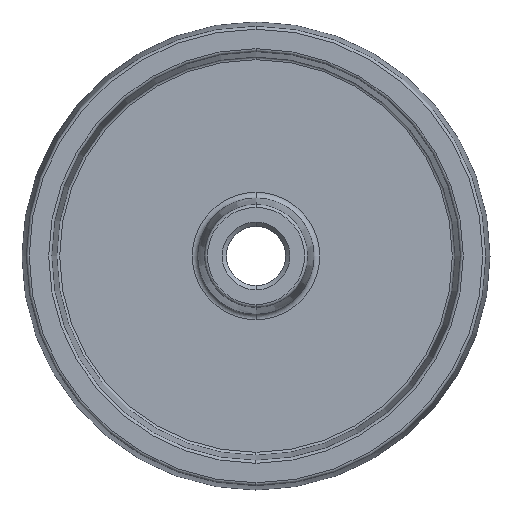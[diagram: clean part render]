
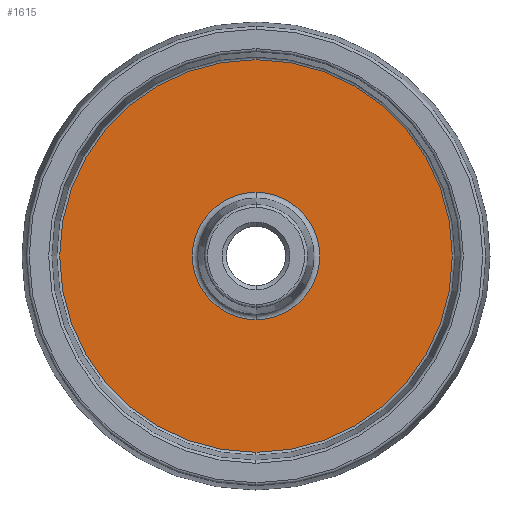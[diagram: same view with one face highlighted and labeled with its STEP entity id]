
A CAD part, left-side view. The second image highlights one B-rep face of the part: STEP entity #1615.
In plain terms, the highlighted planar face has unit normal (-1, 0, 0).
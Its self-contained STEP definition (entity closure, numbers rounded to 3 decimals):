
#22 = DIRECTION ( 'NONE',  ( 0., 0., 1. ) ) ;
#88 = CARTESIAN_POINT ( 'NONE',  ( -5.5, 0., 67.128 ) ) ;
#121 = EDGE_CURVE ( 'NONE', #461, #1482, #1023, .T. ) ;
#122 = ORIENTED_EDGE ( 'NONE', *, *, #1392, .T. ) ;
#128 = CARTESIAN_POINT ( 'NONE',  ( -5.5, 0., 0. ) ) ;
#247 = CIRCLE ( 'NONE', #802, 67.128 ) ;
#251 = CARTESIAN_POINT ( 'NONE',  ( -5.5, 0., -21.799 ) ) ;
#298 = EDGE_CURVE ( 'NONE', #1197, #504, #247, .T. ) ;
#303 = CARTESIAN_POINT ( 'NONE',  ( -5.5, 0., -67.128 ) ) ;
#461 = VERTEX_POINT ( 'NONE', #251 ) ;
#504 = VERTEX_POINT ( 'NONE', #88 ) ;
#524 = DIRECTION ( 'NONE',  ( -1., 0., 0. ) ) ;
#548 = CIRCLE ( 'NONE', #1026, 21.799 ) ;
#603 = DIRECTION ( 'NONE',  ( 1., 0., 0. ) ) ;
#657 = DIRECTION ( 'NONE',  ( 1., 0., 0. ) ) ;
#692 = DIRECTION ( 'NONE',  ( -1., 0., 0. ) ) ;
#743 = CARTESIAN_POINT ( 'NONE',  ( -5.5, 0., 0. ) ) ;
#802 = AXIS2_PLACEMENT_3D ( 'NONE', #743, #692, #1763 ) ;
#918 = PLANE ( 'NONE',  #1055 ) ;
#925 = ORIENTED_EDGE ( 'NONE', *, *, #121, .T. ) ;
#927 = DIRECTION ( 'NONE',  ( 0., 0., 1. ) ) ;
#953 = ORIENTED_EDGE ( 'NONE', *, *, #298, .T. ) ;
#1023 = CIRCLE ( 'NONE', #1469, 21.799 ) ;
#1026 = AXIS2_PLACEMENT_3D ( 'NONE', #128, #657, #1203 ) ;
#1055 = AXIS2_PLACEMENT_3D ( 'NONE', #1059, #1471, #1339 ) ;
#1059 = CARTESIAN_POINT ( 'NONE',  ( -5.5, 68., 0. ) ) ;
#1125 = EDGE_LOOP ( 'NONE', ( #1753, #925 ) ) ;
#1192 = FACE_BOUND ( 'NONE', #1125, .T. ) ;
#1197 = VERTEX_POINT ( 'NONE', #303 ) ;
#1203 = DIRECTION ( 'NONE',  ( 0., 0., 1. ) ) ;
#1217 = FACE_OUTER_BOUND ( 'NONE', #1527, .T. ) ;
#1339 = DIRECTION ( 'NONE',  ( 0., 0., 1. ) ) ;
#1358 = CIRCLE ( 'NONE', #1386, 67.128 ) ;
#1378 = EDGE_CURVE ( 'NONE', #1482, #461, #548, .T. ) ;
#1386 = AXIS2_PLACEMENT_3D ( 'NONE', #1747, #524, #927 ) ;
#1392 = EDGE_CURVE ( 'NONE', #504, #1197, #1358, .T. ) ;
#1469 = AXIS2_PLACEMENT_3D ( 'NONE', #1787, #603, #22 ) ;
#1471 = DIRECTION ( 'NONE',  ( -1., 0., 0. ) ) ;
#1482 = VERTEX_POINT ( 'NONE', #1555 ) ;
#1527 = EDGE_LOOP ( 'NONE', ( #122, #953 ) ) ;
#1555 = CARTESIAN_POINT ( 'NONE',  ( -5.5, 0., 21.799 ) ) ;
#1615 = ADVANCED_FACE ( 'NONE', ( #1192, #1217 ), #918, .T. ) ;
#1747 = CARTESIAN_POINT ( 'NONE',  ( -5.5, 0., 0. ) ) ;
#1753 = ORIENTED_EDGE ( 'NONE', *, *, #1378, .T. ) ;
#1763 = DIRECTION ( 'NONE',  ( 0., 0., 1. ) ) ;
#1787 = CARTESIAN_POINT ( 'NONE',  ( -5.5, 0., 0. ) ) ;
